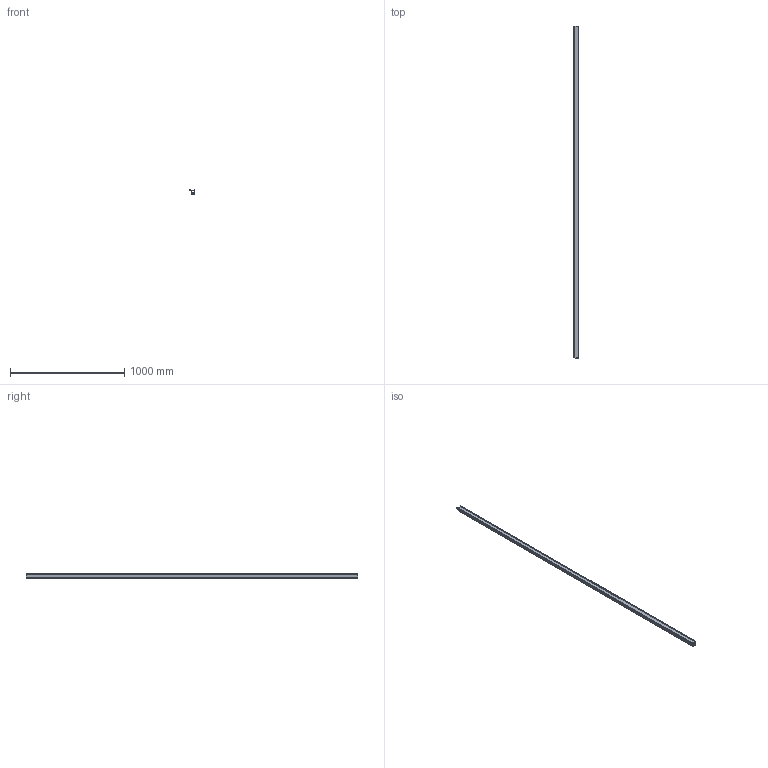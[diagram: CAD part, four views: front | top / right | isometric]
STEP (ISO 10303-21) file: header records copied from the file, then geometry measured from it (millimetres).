
FILE_DESCRIPTION (( 'STEP AP214' ), '1' );
FILE_NAME ('F002744,F002745,F002746,F002747_3D.step', '2022-11-21T18:12:29', ( '' ), ( '' ), 'SwSTEP 2.0', 'SolidWorks 2020', '' );
FILE_SCHEMA (( 'AUTOMOTIVE_DESIGN' ));
Length unit declared in the file: millimetre
Products named in the file (1): F002744,F002745,F002746,F002747_3D
Bounding box: 48.4 x 2900 x 42.2 mm (x, y, z)
Volume: 765742.1 mm3; surface area: 1166853 mm2
Topology: 1 solids, 1 shells, 59 faces, 171 edges, 114 vertices
Faces by surface type: plane 52, cylinder 7
Entity records: 1957 total; most frequent: CARTESIAN_POINT 345, ORIENTED_EDGE 342, DIRECTION 305, EDGE_CURVE 171, VECTOR 157, LINE 157, VERTEX_POINT 114, AXIS2_PLACEMENT_3D 74
